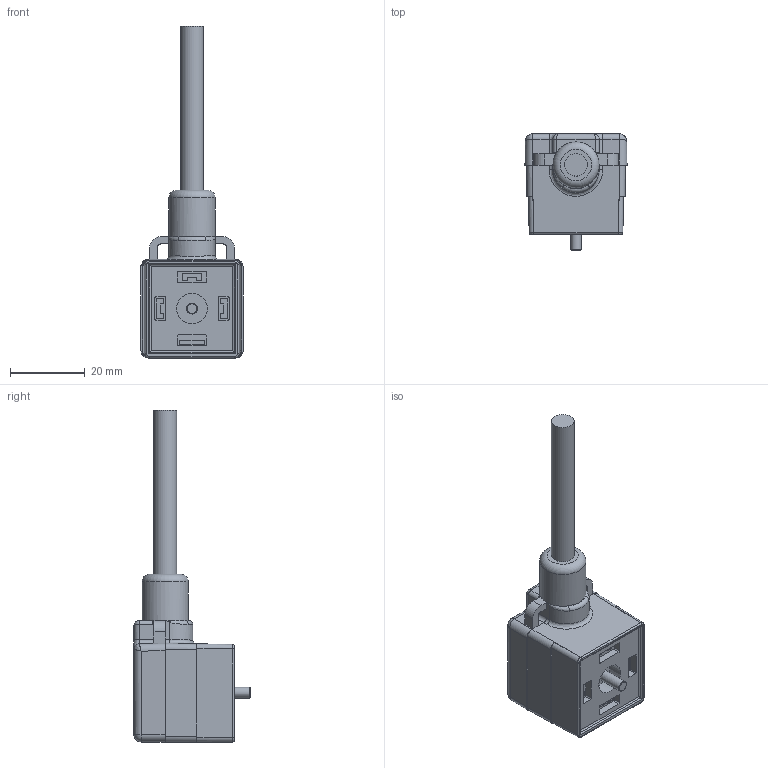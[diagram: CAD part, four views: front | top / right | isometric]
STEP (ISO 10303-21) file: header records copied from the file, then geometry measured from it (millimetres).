
FILE_DESCRIPTION(/* description */ (''),/* implementation_level */ '2;1');
FILE_NAME(/* name */ '5016280-VA41-Anschlussleitung-18-08-2014_stp.stp',/* time_stamp */ '2016-11-15T09:32:00+01:00',/* author */ (''),/* organization */ (''),/* preprocessor_version */ 'ST-DEVELOPER v16',/* originating_system */ 'SIEMENS PLM Software NX 10.0',/* authorisation */ '');
FILE_SCHEMA (('AUTOMOTIVE_DESIGN { 1 0 10303 214 3 1 1 1 }'));
Length unit declared in the file: millimetre
Products named in the file (1): 5016280-VA41-Anschlussleitung-18-08-2014_stp
Bounding box: 27.4 x 31.2 x 89.1 mm (x, y, z)
Volume: 21675.7 mm3; surface area: 6424.5 mm2
Topology: 1 solids, 2 shells, 255 faces, 651 edges, 405 vertices
Faces by surface type: plane 155, cylinder 67, bspline 23, sphere 4, cone 3, torus 3
Full cylindrical faces by diameter (mm): 2.9 x1, 5.94 x1, 6 x1, 6.1 x1, 8.2 x1, 12.4 x1
Entity records: 7865 total; most frequent: CARTESIAN_POINT 1815, ORIENTED_EDGE 1256, DIRECTION 1226, EDGE_CURVE 628, LINE 434, VECTOR 434, VERTEX_POINT 401, AXIS2_PLACEMENT_3D 396
